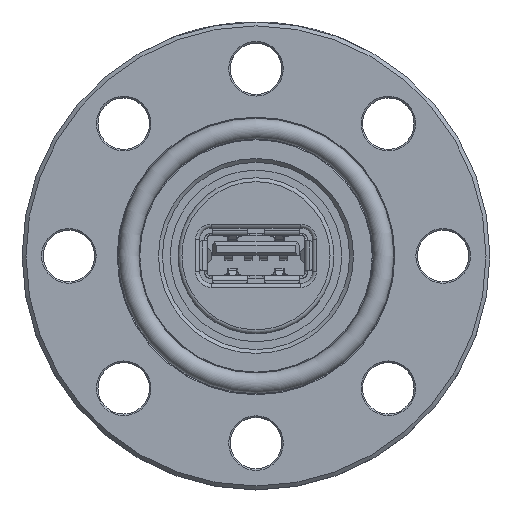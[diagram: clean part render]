
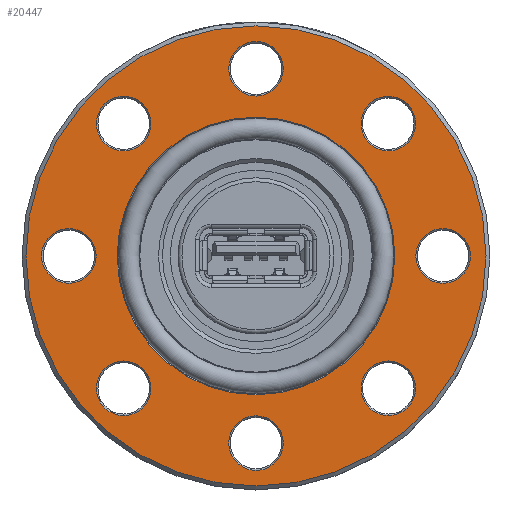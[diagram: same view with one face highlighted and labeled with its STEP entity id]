
A CAD part, top view. The second image highlights one B-rep face of the part: STEP entity #20447.
In plain terms, the highlighted planar face has unit normal (0, 0, 1).
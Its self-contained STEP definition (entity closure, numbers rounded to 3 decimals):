
#90 = EDGE_LOOP ( 'NONE', ( #6427 ) ) ;
#146 = DIRECTION ( 'NONE',  ( 1., 0., 0. ) ) ;
#215 = CIRCLE ( 'NONE', #1871, 29.5 ) ;
#230 = VERTEX_POINT ( 'NONE', #16283 ) ;
#288 = AXIS2_PLACEMENT_3D ( 'NONE', #10924, #1325, #19354 ) ;
#387 = EDGE_CURVE ( 'NONE', #1627, #1627, #215, .T. ) ;
#421 = EDGE_CURVE ( 'NONE', #9647, #9647, #20796, .T. ) ;
#515 = DIRECTION ( 'NONE',  ( 0., 0., -1. ) ) ;
#656 = EDGE_LOOP ( 'NONE', ( #17186 ) ) ;
#855 = DIRECTION ( 'NONE',  ( 0., 0., -1. ) ) ;
#925 = VERTEX_POINT ( 'NONE', #24738 ) ;
#1053 = DIRECTION ( 'NONE',  ( 0., 0., -1. ) ) ;
#1069 = PLANE ( 'NONE',  #288 ) ;
#1164 = CIRCLE ( 'NONE', #9561, 3.5 ) ;
#1165 = EDGE_CURVE ( 'NONE', #925, #925, #5274, .T. ) ;
#1325 = DIRECTION ( 'NONE',  ( 0., 0., 1. ) ) ;
#1513 = DIRECTION ( 'NONE',  ( 0., 0., -1. ) ) ;
#1627 = VERTEX_POINT ( 'NONE', #23980 ) ;
#1721 = AXIS2_PLACEMENT_3D ( 'NONE', #8723, #10824, #6370 ) ;
#1791 = CIRCLE ( 'NONE', #4759, 17.8 ) ;
#1871 = AXIS2_PLACEMENT_3D ( 'NONE', #18875, #15056, #7287 ) ;
#2061 = CARTESIAN_POINT ( 'NONE',  ( 20.471, 16.971, 0. ) ) ;
#2110 = DIRECTION ( 'NONE',  ( 0., 0., -1. ) ) ;
#2127 = EDGE_CURVE ( 'NONE', #2628, #2628, #1791, .T. ) ;
#2263 = DIRECTION ( 'NONE',  ( 1., 0., 0. ) ) ;
#2628 = VERTEX_POINT ( 'NONE', #22623 ) ;
#3028 = ORIENTED_EDGE ( 'NONE', *, *, #6641, .T. ) ;
#3043 = AXIS2_PLACEMENT_3D ( 'NONE', #14315, #7864, #5902 ) ;
#3292 = FACE_BOUND ( 'NONE', #24018, .T. ) ;
#3538 = CARTESIAN_POINT ( 'NONE',  ( -13.471, -16.971, 0. ) ) ;
#3574 = AXIS2_PLACEMENT_3D ( 'NONE', #20149, #2110, #146 ) ;
#4467 = VERTEX_POINT ( 'NONE', #20529 ) ;
#4759 = AXIS2_PLACEMENT_3D ( 'NONE', #9799, #1053, #11170 ) ;
#5274 = CIRCLE ( 'NONE', #3574, 3.5 ) ;
#5902 = DIRECTION ( 'NONE',  ( 1., 0., 0. ) ) ;
#6370 = DIRECTION ( 'NONE',  ( 1., 0., 0. ) ) ;
#6374 = ORIENTED_EDGE ( 'NONE', *, *, #8845, .T. ) ;
#6427 = ORIENTED_EDGE ( 'NONE', *, *, #2127, .T. ) ;
#6641 = EDGE_CURVE ( 'NONE', #12754, #12754, #6800, .T. ) ;
#6800 = CIRCLE ( 'NONE', #1721, 3.5 ) ;
#6871 = FACE_BOUND ( 'NONE', #8565, .T. ) ;
#7287 = DIRECTION ( 'NONE',  ( 1., 0., 0. ) ) ;
#7432 = AXIS2_PLACEMENT_3D ( 'NONE', #19542, #1513, #21628 ) ;
#7724 = FACE_BOUND ( 'NONE', #13498, .T. ) ;
#7864 = DIRECTION ( 'NONE',  ( 0., 0., -1. ) ) ;
#8565 = EDGE_LOOP ( 'NONE', ( #3028 ) ) ;
#8723 = CARTESIAN_POINT ( 'NONE',  ( 16.971, -16.971, 0. ) ) ;
#8845 = EDGE_CURVE ( 'NONE', #4467, #4467, #21936, .T. ) ;
#9123 = ORIENTED_EDGE ( 'NONE', *, *, #1165, .T. ) ;
#9343 = FACE_BOUND ( 'NONE', #656, .T. ) ;
#9561 = AXIS2_PLACEMENT_3D ( 'NONE', #15786, #21824, #15409 ) ;
#9597 = VERTEX_POINT ( 'NONE', #20226 ) ;
#9647 = VERTEX_POINT ( 'NONE', #15701 ) ;
#9740 = EDGE_LOOP ( 'NONE', ( #12617 ) ) ;
#9799 = CARTESIAN_POINT ( 'NONE',  ( 0., 0., 0. ) ) ;
#10285 = ORIENTED_EDGE ( 'NONE', *, *, #24717, .T. ) ;
#10824 = DIRECTION ( 'NONE',  ( 0., 0., -1. ) ) ;
#10875 = AXIS2_PLACEMENT_3D ( 'NONE', #24720, #515, #16560 ) ;
#10924 = CARTESIAN_POINT ( 'NONE',  ( 0., 0., 0. ) ) ;
#11170 = DIRECTION ( 'NONE',  ( 1., 0., 0. ) ) ;
#11277 = ORIENTED_EDGE ( 'NONE', *, *, #13519, .T. ) ;
#11321 = FACE_BOUND ( 'NONE', #90, .T. ) ;
#11359 = DIRECTION ( 'NONE',  ( 0., 0., -1. ) ) ;
#11515 = EDGE_LOOP ( 'NONE', ( #21858 ) ) ;
#11892 = EDGE_CURVE ( 'NONE', #230, #230, #20853, .T. ) ;
#12617 = ORIENTED_EDGE ( 'NONE', *, *, #387, .T. ) ;
#12754 = VERTEX_POINT ( 'NONE', #24998 ) ;
#12915 = FACE_BOUND ( 'NONE', #20373, .T. ) ;
#13208 = CARTESIAN_POINT ( 'NONE',  ( 0., 24., 0. ) ) ;
#13237 = AXIS2_PLACEMENT_3D ( 'NONE', #13208, #855, #19005 ) ;
#13498 = EDGE_LOOP ( 'NONE', ( #6374 ) ) ;
#13519 = EDGE_CURVE ( 'NONE', #9597, #9597, #1164, .T. ) ;
#14315 = CARTESIAN_POINT ( 'NONE',  ( 0., -24., 0. ) ) ;
#14422 = VERTEX_POINT ( 'NONE', #2061 ) ;
#15056 = DIRECTION ( 'NONE',  ( 0., 0., 1. ) ) ;
#15409 = DIRECTION ( 'NONE',  ( 1., 0., 0. ) ) ;
#15701 = CARTESIAN_POINT ( 'NONE',  ( 3.5, 24., 0. ) ) ;
#15751 = FACE_BOUND ( 'NONE', #23509, .T. ) ;
#15786 = CARTESIAN_POINT ( 'NONE',  ( -24., 0., 0. ) ) ;
#16173 = AXIS2_PLACEMENT_3D ( 'NONE', #19272, #11359, #2263 ) ;
#16283 = CARTESIAN_POINT ( 'NONE',  ( -13.471, 16.971, 0. ) ) ;
#16506 = EDGE_LOOP ( 'NONE', ( #19488 ) ) ;
#16511 = EDGE_CURVE ( 'NONE', #22055, #22055, #18688, .T. ) ;
#16560 = DIRECTION ( 'NONE',  ( 1., 0., 0. ) ) ;
#16994 = FACE_BOUND ( 'NONE', #11515, .T. ) ;
#17186 = ORIENTED_EDGE ( 'NONE', *, *, #11892, .T. ) ;
#17371 = FACE_OUTER_BOUND ( 'NONE', #9740, .T. ) ;
#17433 = CIRCLE ( 'NONE', #16173, 3.5 ) ;
#18688 = CIRCLE ( 'NONE', #10875, 3.5 ) ;
#18875 = CARTESIAN_POINT ( 'NONE',  ( 0., 0., 0. ) ) ;
#19005 = DIRECTION ( 'NONE',  ( 1., 0., 0. ) ) ;
#19272 = CARTESIAN_POINT ( 'NONE',  ( 16.971, 16.971, 0. ) ) ;
#19354 = DIRECTION ( 'NONE',  ( 1., 0., 0. ) ) ;
#19488 = ORIENTED_EDGE ( 'NONE', *, *, #421, .T. ) ;
#19542 = CARTESIAN_POINT ( 'NONE',  ( -16.971, 16.971, 0. ) ) ;
#20149 = CARTESIAN_POINT ( 'NONE',  ( 24., 0., 0. ) ) ;
#20226 = CARTESIAN_POINT ( 'NONE',  ( -20.5, 0., 0. ) ) ;
#20373 = EDGE_LOOP ( 'NONE', ( #11277 ) ) ;
#20447 = ADVANCED_FACE ( 'NONE', ( #9343, #12915, #16994, #7724, #6871, #15751, #3292, #21320, #17371, #11321 ), #1069, .T. ) ;
#20529 = CARTESIAN_POINT ( 'NONE',  ( 3.5, -24., 0. ) ) ;
#20796 = CIRCLE ( 'NONE', #13237, 3.5 ) ;
#20853 = CIRCLE ( 'NONE', #7432, 3.5 ) ;
#21320 = FACE_BOUND ( 'NONE', #16506, .T. ) ;
#21628 = DIRECTION ( 'NONE',  ( 1., 0., 0. ) ) ;
#21824 = DIRECTION ( 'NONE',  ( 0., 0., -1. ) ) ;
#21858 = ORIENTED_EDGE ( 'NONE', *, *, #16511, .T. ) ;
#21936 = CIRCLE ( 'NONE', #3043, 3.5 ) ;
#22055 = VERTEX_POINT ( 'NONE', #3538 ) ;
#22623 = CARTESIAN_POINT ( 'NONE',  ( 17.8, 0., 0. ) ) ;
#23509 = EDGE_LOOP ( 'NONE', ( #9123 ) ) ;
#23980 = CARTESIAN_POINT ( 'NONE',  ( 29.5, 0., 0. ) ) ;
#24018 = EDGE_LOOP ( 'NONE', ( #10285 ) ) ;
#24717 = EDGE_CURVE ( 'NONE', #14422, #14422, #17433, .T. ) ;
#24720 = CARTESIAN_POINT ( 'NONE',  ( -16.971, -16.971, 0. ) ) ;
#24738 = CARTESIAN_POINT ( 'NONE',  ( 27.5, 0., 0. ) ) ;
#24998 = CARTESIAN_POINT ( 'NONE',  ( 20.471, -16.971, 0. ) ) ;
